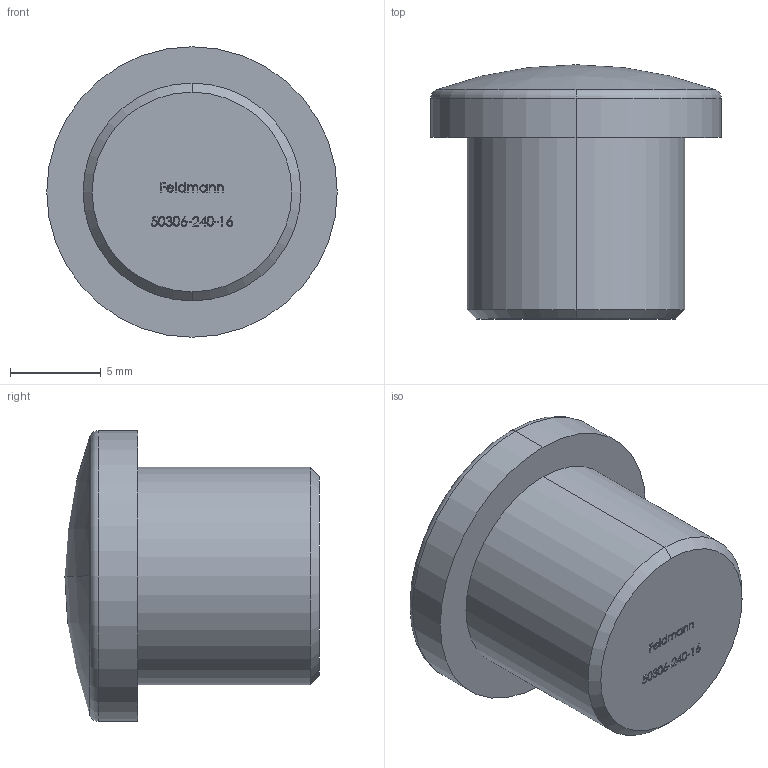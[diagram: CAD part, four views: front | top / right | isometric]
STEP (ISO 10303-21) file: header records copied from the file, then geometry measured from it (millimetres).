
FILE_DESCRIPTION (( 'STEP AP203' ), '1' );
FILE_NAME ('50306-240-16.step', '2018-10-25T11:49:13', ( '' ), ( '' ), 'SwSTEP 2.0', 'SolidWorks 2015', '' );
FILE_SCHEMA (( 'CONFIG_CONTROL_DESIGN' ));
Length unit declared in the file: millimetre
Products named in the file (1): 50306-240-16
Bounding box: 16 x 14 x 16 mm (x, y, z)
Volume: 1780.4 mm3; surface area: 900.4 mm2
Topology: 1 solids, 1 shells, 264 faces, 693 edges, 461 vertices
Faces by surface type: plane 133, bspline 121, cylinder 4, cone 2, torus 2, sphere 2
Entity records: 15026 total; most frequent: CARTESIAN_POINT 9244, ORIENTED_EDGE 1386, DIRECTION 757, EDGE_CURVE 693, VERTEX_POINT 461, VECTOR 433, LINE 433, EDGE_LOOP 294
